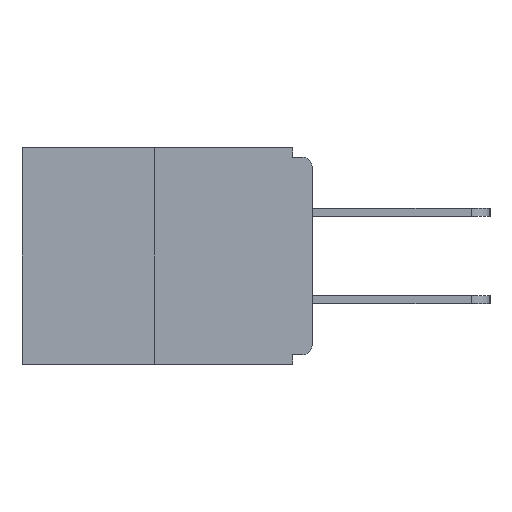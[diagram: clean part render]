
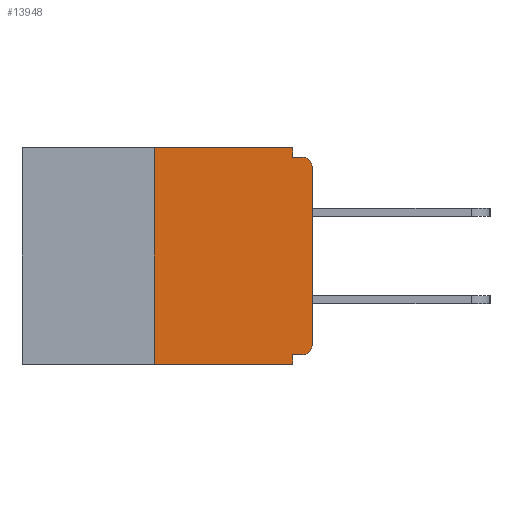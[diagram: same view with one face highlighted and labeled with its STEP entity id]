
A CAD part, left-side view. The second image highlights one B-rep face of the part: STEP entity #13948.
In plain terms, the highlighted planar face has unit normal (-1, 0, 0).
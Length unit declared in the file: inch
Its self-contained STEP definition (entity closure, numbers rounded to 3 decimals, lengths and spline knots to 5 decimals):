
#451 = EDGE_CURVE ( 'NONE', #14067, #7763, #13709, .T. ) ;
#653 = EDGE_CURVE ( 'NONE', #11118, #987, #1730, .T. ) ;
#987 = VERTEX_POINT ( 'NONE', #11455 ) ;
#1038 = CARTESIAN_POINT ( 'NONE',  ( 0., 0.46, 0. ) ) ;
#1306 = ORIENTED_EDGE ( 'NONE', *, *, #13791, .F. ) ;
#1341 = CARTESIAN_POINT ( 'NONE',  ( 0., 0.46, -0.343 ) ) ;
#1730 = CIRCLE ( 'NONE', #14095, 0.015 ) ;
#2016 = VERTEX_POINT ( 'NONE', #6857 ) ;
#2249 = DIRECTION ( 'NONE',  ( 0., 0., 1. ) ) ;
#2438 = AXIS2_PLACEMENT_3D ( 'NONE', #11651, #12583, #6905 ) ;
#2455 = VECTOR ( 'NONE', #4330, 39.37008 ) ;
#2457 = CARTESIAN_POINT ( 'NONE',  ( 0., 0.031, -0.343 ) ) ;
#2753 = VERTEX_POINT ( 'NONE', #2942 ) ;
#2819 = LINE ( 'NONE', #14416, #2455 ) ;
#2864 = EDGE_CURVE ( 'NONE', #14067, #5915, #7865, .T. ) ;
#2893 = EDGE_CURVE ( 'NONE', #14369, #7763, #12227, .T. ) ;
#2942 = CARTESIAN_POINT ( 'NONE',  ( 0., 0.031, 0. ) ) ;
#3161 = VECTOR ( 'NONE', #2249, 39.37008 ) ;
#3709 = LINE ( 'NONE', #10819, #12809 ) ;
#4077 = CARTESIAN_POINT ( 'NONE',  ( 0., 0.46, 0. ) ) ;
#4330 = DIRECTION ( 'NONE',  ( 0., 1., 0. ) ) ;
#4374 = DIRECTION ( 'NONE',  ( 0., 0., -1. ) ) ;
#4653 = VECTOR ( 'NONE', #11359, 39.37008 ) ;
#4841 = LINE ( 'NONE', #5064, #5757 ) ;
#5064 = CARTESIAN_POINT ( 'NONE',  ( 0., 0., -0.015 ) ) ;
#5616 = CARTESIAN_POINT ( 'NONE',  ( 0., 0.015, -0.015 ) ) ;
#5657 = CARTESIAN_POINT ( 'NONE',  ( 0., 0.015, -0.313 ) ) ;
#5757 = VECTOR ( 'NONE', #14360, 39.37008 ) ;
#5761 = LINE ( 'NONE', #1038, #4653 ) ;
#5915 = VERTEX_POINT ( 'NONE', #12167 ) ;
#6259 = LINE ( 'NONE', #10394, #3161 ) ;
#6857 = CARTESIAN_POINT ( 'NONE',  ( 0., 0., -0.03 ) ) ;
#6905 = DIRECTION ( 'NONE',  ( 0., 0., -1. ) ) ;
#6945 = ORIENTED_EDGE ( 'NONE', *, *, #2893, .F. ) ;
#7123 = EDGE_CURVE ( 'NONE', #5915, #2753, #5761, .T. ) ;
#7673 = VERTEX_POINT ( 'NONE', #5616 ) ;
#7763 = VERTEX_POINT ( 'NONE', #2457 ) ;
#7865 = LINE ( 'NONE', #11634, #13648 ) ;
#7887 = CARTESIAN_POINT ( 'NONE',  ( 0., 0.25, -0.343 ) ) ;
#8491 = CIRCLE ( 'NONE', #2438, 0.015 ) ;
#8722 = EDGE_CURVE ( 'NONE', #2753, #13248, #3709, .T. ) ;
#8905 = ORIENTED_EDGE ( 'NONE', *, *, #9393, .T. ) ;
#9151 = VECTOR ( 'NONE', #13099, 39.37008 ) ;
#9393 = EDGE_CURVE ( 'NONE', #987, #2016, #6259, .T. ) ;
#9485 = DIRECTION ( 'NONE',  ( 0., -1., 0. ) ) ;
#9630 = CARTESIAN_POINT ( 'NONE',  ( 0., 0.031, -0.343 ) ) ;
#9771 = ORIENTED_EDGE ( 'NONE', *, *, #11785, .F. ) ;
#9832 = ORIENTED_EDGE ( 'NONE', *, *, #451, .T. ) ;
#9939 = VECTOR ( 'NONE', #9485, 39.37008 ) ;
#10298 = DIRECTION ( 'NONE',  ( -1., 0., 0. ) ) ;
#10394 = CARTESIAN_POINT ( 'NONE',  ( 0., 0., 0. ) ) ;
#10576 = AXIS2_PLACEMENT_3D ( 'NONE', #4077, #14613, #14666 ) ;
#10800 = EDGE_CURVE ( 'NONE', #2016, #7673, #8491, .T. ) ;
#10819 = CARTESIAN_POINT ( 'NONE',  ( 0., 0.031, 0. ) ) ;
#11017 = PLANE ( 'NONE',  #10576 ) ;
#11025 = CARTESIAN_POINT ( 'NONE',  ( 0., 0.031, -0.015 ) ) ;
#11118 = VERTEX_POINT ( 'NONE', #13116 ) ;
#11359 = DIRECTION ( 'NONE',  ( 0., -1., 0. ) ) ;
#11455 = CARTESIAN_POINT ( 'NONE',  ( 0., 0., -0.313 ) ) ;
#11634 = CARTESIAN_POINT ( 'NONE',  ( 0., 0.25, 0. ) ) ;
#11651 = CARTESIAN_POINT ( 'NONE',  ( 0., 0.015, -0.03 ) ) ;
#11785 = EDGE_CURVE ( 'NONE', #11118, #14369, #2819, .T. ) ;
#12167 = CARTESIAN_POINT ( 'NONE',  ( 0., 0.25, 0. ) ) ;
#12227 = LINE ( 'NONE', #9630, #9151 ) ;
#12511 = ORIENTED_EDGE ( 'NONE', *, *, #653, .T. ) ;
#12583 = DIRECTION ( 'NONE',  ( -1., 0., 0. ) ) ;
#12611 = ORIENTED_EDGE ( 'NONE', *, *, #10800, .T. ) ;
#12809 = VECTOR ( 'NONE', #13120, 39.37008 ) ;
#13099 = DIRECTION ( 'NONE',  ( 0., 0., -1. ) ) ;
#13116 = CARTESIAN_POINT ( 'NONE',  ( 0., 0.015, -0.328 ) ) ;
#13120 = DIRECTION ( 'NONE',  ( 0., 0., -1. ) ) ;
#13137 = ORIENTED_EDGE ( 'NONE', *, *, #8722, .F. ) ;
#13248 = VERTEX_POINT ( 'NONE', #11025 ) ;
#13576 = ORIENTED_EDGE ( 'NONE', *, *, #7123, .F. ) ;
#13646 = ORIENTED_EDGE ( 'NONE', *, *, #2864, .F. ) ;
#13648 = VECTOR ( 'NONE', #14249, 39.37008 ) ;
#13709 = LINE ( 'NONE', #1341, #9939 ) ;
#13791 = EDGE_CURVE ( 'NONE', #13248, #7673, #4841, .T. ) ;
#13948 = ADVANCED_FACE ( 'NONE', ( #14236 ), #11017, .F. ) ;
#14067 = VERTEX_POINT ( 'NONE', #7887 ) ;
#14095 = AXIS2_PLACEMENT_3D ( 'NONE', #5657, #10298, #4374 ) ;
#14236 = FACE_OUTER_BOUND ( 'NONE', #14398, .T. ) ;
#14249 = DIRECTION ( 'NONE',  ( 0., 0., 1. ) ) ;
#14360 = DIRECTION ( 'NONE',  ( 0., -1., 0. ) ) ;
#14369 = VERTEX_POINT ( 'NONE', #14464 ) ;
#14398 = EDGE_LOOP ( 'NONE', ( #13576, #13646, #9832, #6945, #9771, #12511, #8905, #12611, #1306, #13137 ) ) ;
#14416 = CARTESIAN_POINT ( 'NONE',  ( 0., 0., -0.328 ) ) ;
#14464 = CARTESIAN_POINT ( 'NONE',  ( 0., 0.031, -0.328 ) ) ;
#14613 = DIRECTION ( 'NONE',  ( 1., 0., 0. ) ) ;
#14666 = DIRECTION ( 'NONE',  ( 0., 0., -1. ) ) ;
